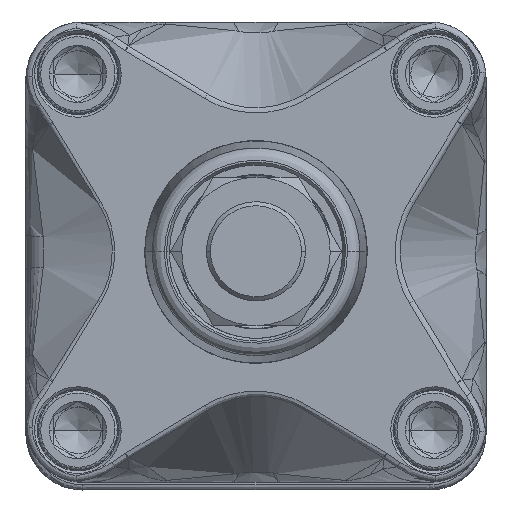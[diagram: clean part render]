
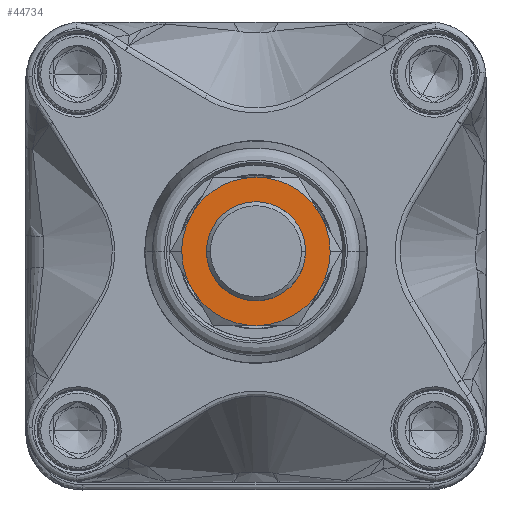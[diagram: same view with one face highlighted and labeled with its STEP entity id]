
A CAD part, top view. The second image highlights one B-rep face of the part: STEP entity #44734.
In plain terms, the highlighted free-form (B-spline) face has degree [1, 1] with [2, 2] control points.
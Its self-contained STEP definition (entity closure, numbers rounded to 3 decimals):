
#44173 = EDGE_CURVE('',#44174,#44176,#44178,.T.);
#44174 = VERTEX_POINT('',#44175);
#44175 = CARTESIAN_POINT('',(-11.079,0.,
    1063.906));
#44176 = VERTEX_POINT('',#44177);
#44177 = CARTESIAN_POINT('',(11.079,0.,
    1063.906));
#44178 = ( BOUNDED_CURVE() B_SPLINE_CURVE(2,(#44179,#44180,#44181,#44182
,#44183),.UNSPECIFIED.,.F.,.F.) B_SPLINE_CURVE_WITH_KNOTS((3,2,3),(
    3.142,4.712,6.283),
.PIECEWISE_BEZIER_KNOTS.) CURVE() GEOMETRIC_REPRESENTATION_ITEM() 
RATIONAL_B_SPLINE_CURVE((1.,0.707,1.,0.707,1.)) 
REPRESENTATION_ITEM('') );
#44179 = CARTESIAN_POINT('',(-11.079,0.,
    1063.906));
#44180 = CARTESIAN_POINT('',(-11.079,-11.079,
    1063.906));
#44181 = CARTESIAN_POINT('',(0.,-11.079,
    1063.906));
#44182 = CARTESIAN_POINT('',(11.079,-11.079,
    1063.906));
#44183 = CARTESIAN_POINT('',(11.079,0.,
    1063.906));
#44213 = VERTEX_POINT('',#44214);
#44214 = CARTESIAN_POINT('',(16.618,0.,
    1063.906));
#44220 = VERTEX_POINT('',#44221);
#44221 = CARTESIAN_POINT('',(14.391,8.309,
    1063.906));
#44229 = EDGE_CURVE('',#44213,#44220,#44230,.T.);
#44230 = ( BOUNDED_CURVE() B_SPLINE_CURVE(2,(#44231,#44232,#44233),
.UNSPECIFIED.,.F.,.F.) B_SPLINE_CURVE_WITH_KNOTS((3,3),(0.,
0.524),.PIECEWISE_BEZIER_KNOTS.) CURVE() 
GEOMETRIC_REPRESENTATION_ITEM() RATIONAL_B_SPLINE_CURVE((1.,
0.966,1.)) REPRESENTATION_ITEM('') );
#44231 = CARTESIAN_POINT('',(16.618,0.,
    1063.906));
#44232 = CARTESIAN_POINT('',(16.618,4.453,
    1063.906));
#44233 = CARTESIAN_POINT('',(14.391,8.309,
    1063.906));
#44246 = VERTEX_POINT('',#44247);
#44247 = CARTESIAN_POINT('',(-16.618,0.,
    1063.906));
#44254 = EDGE_CURVE('',#44255,#44246,#44257,.T.);
#44255 = VERTEX_POINT('',#44256);
#44256 = CARTESIAN_POINT('',(-14.391,8.309,
    1063.906));
#44257 = ( BOUNDED_CURVE() B_SPLINE_CURVE(2,(#44258,#44259,#44260),
.UNSPECIFIED.,.F.,.F.) B_SPLINE_CURVE_WITH_KNOTS((3,3),(2.618,
3.142),.PIECEWISE_BEZIER_KNOTS.) CURVE() 
GEOMETRIC_REPRESENTATION_ITEM() RATIONAL_B_SPLINE_CURVE((1.,
0.966,1.)) REPRESENTATION_ITEM('') );
#44258 = CARTESIAN_POINT('',(-14.391,8.309,
    1063.906));
#44259 = CARTESIAN_POINT('',(-16.618,4.453,
    1063.906));
#44260 = CARTESIAN_POINT('',(-16.618,0.,
    1063.906));
#44554 = EDGE_CURVE('',#44555,#44255,#44557,.T.);
#44555 = VERTEX_POINT('',#44556);
#44556 = CARTESIAN_POINT('',(0.,16.618,1063.906));
#44557 = ( BOUNDED_CURVE() B_SPLINE_CURVE(2,(#44558,#44559,#44560),
.UNSPECIFIED.,.F.,.F.) B_SPLINE_CURVE_WITH_KNOTS((3,3),(1.571,
2.618),.PIECEWISE_BEZIER_KNOTS.) CURVE() 
GEOMETRIC_REPRESENTATION_ITEM() RATIONAL_B_SPLINE_CURVE((1.,
0.866,1.)) REPRESENTATION_ITEM('') );
#44558 = CARTESIAN_POINT('',(0.,16.618,
    1063.906));
#44559 = CARTESIAN_POINT('',(-9.594,16.618,
    1063.906));
#44560 = CARTESIAN_POINT('',(-14.391,8.309,
    1063.906));
#44582 = VERTEX_POINT('',#44583);
#44583 = CARTESIAN_POINT('',(-14.391,-8.309,
    1063.906));
#44591 = EDGE_CURVE('',#44246,#44582,#44592,.T.);
#44592 = ( BOUNDED_CURVE() B_SPLINE_CURVE(2,(#44593,#44594,#44595),
.UNSPECIFIED.,.F.,.F.) B_SPLINE_CURVE_WITH_KNOTS((3,3),(3.142,
3.665),.PIECEWISE_BEZIER_KNOTS.) CURVE() 
GEOMETRIC_REPRESENTATION_ITEM() RATIONAL_B_SPLINE_CURVE((1.,
0.966,1.)) REPRESENTATION_ITEM('') );
#44593 = CARTESIAN_POINT('',(-16.618,0.,
    1063.906));
#44594 = CARTESIAN_POINT('',(-16.618,-4.453,
    1063.906));
#44595 = CARTESIAN_POINT('',(-14.391,-8.309,
    1063.906));
#44610 = VERTEX_POINT('',#44611);
#44611 = CARTESIAN_POINT('',(0.,-16.618,
    1063.906));
#44619 = EDGE_CURVE('',#44582,#44610,#44620,.T.);
#44620 = ( BOUNDED_CURVE() B_SPLINE_CURVE(2,(#44621,#44622,#44623),
.UNSPECIFIED.,.F.,.F.) B_SPLINE_CURVE_WITH_KNOTS((3,3),(3.665,
4.712),.PIECEWISE_BEZIER_KNOTS.) CURVE() 
GEOMETRIC_REPRESENTATION_ITEM() RATIONAL_B_SPLINE_CURVE((1.,
0.866,1.)) REPRESENTATION_ITEM('') );
#44621 = CARTESIAN_POINT('',(-14.391,-8.309,
    1063.906));
#44622 = CARTESIAN_POINT('',(-9.594,-16.618,
    1063.906));
#44623 = CARTESIAN_POINT('',(0.,-16.618,
    1063.906));
#44654 = VERTEX_POINT('',#44655);
#44655 = CARTESIAN_POINT('',(14.391,-8.309,
    1063.906));
#44663 = EDGE_CURVE('',#44610,#44654,#44664,.T.);
#44664 = ( BOUNDED_CURVE() B_SPLINE_CURVE(2,(#44665,#44666,#44667),
.UNSPECIFIED.,.F.,.F.) B_SPLINE_CURVE_WITH_KNOTS((3,3),(4.712,
5.76),.PIECEWISE_BEZIER_KNOTS.) CURVE() 
GEOMETRIC_REPRESENTATION_ITEM() RATIONAL_B_SPLINE_CURVE((1.,
0.866,1.)) REPRESENTATION_ITEM('') );
#44665 = CARTESIAN_POINT('',(0.,-16.618,
    1063.906));
#44666 = CARTESIAN_POINT('',(9.594,-16.618,
    1063.906));
#44667 = CARTESIAN_POINT('',(14.391,-8.309,
    1063.906));
#44680 = EDGE_CURVE('',#44654,#44213,#44681,.T.);
#44681 = ( BOUNDED_CURVE() B_SPLINE_CURVE(2,(#44682,#44683,#44684),
.UNSPECIFIED.,.F.,.F.) B_SPLINE_CURVE_WITH_KNOTS((3,3),(5.76,
6.283),.PIECEWISE_BEZIER_KNOTS.) CURVE() 
GEOMETRIC_REPRESENTATION_ITEM() RATIONAL_B_SPLINE_CURVE((1.,
0.966,1.)) REPRESENTATION_ITEM('') );
#44682 = CARTESIAN_POINT('',(14.391,-8.309,
    1063.906));
#44683 = CARTESIAN_POINT('',(16.618,-4.453,
    1063.906));
#44684 = CARTESIAN_POINT('',(16.618,0.,
    1063.906));
#44722 = EDGE_CURVE('',#44220,#44555,#44723,.T.);
#44723 = ( BOUNDED_CURVE() B_SPLINE_CURVE(2,(#44724,#44725,#44726),
.UNSPECIFIED.,.F.,.F.) B_SPLINE_CURVE_WITH_KNOTS((3,3),(0.524,
1.571),.PIECEWISE_BEZIER_KNOTS.) CURVE() 
GEOMETRIC_REPRESENTATION_ITEM() RATIONAL_B_SPLINE_CURVE((1.,
0.866,1.)) REPRESENTATION_ITEM('') );
#44724 = CARTESIAN_POINT('',(14.391,8.309,
    1063.906));
#44725 = CARTESIAN_POINT('',(9.594,16.618,
    1063.906));
#44726 = CARTESIAN_POINT('',(0.,16.618,
    1063.906));
#44734 = ADVANCED_FACE('',(#44735,#44746),#44756,.T.);
#44735 = FACE_BOUND('',#44736,.T.);
#44736 = EDGE_LOOP('',(#44737,#44745));
#44737 = ORIENTED_EDGE('',*,*,#44738,.F.);
#44738 = EDGE_CURVE('',#44176,#44174,#44739,.T.);
#44739 = ( BOUNDED_CURVE() B_SPLINE_CURVE(2,(#44740,#44741,#44742,#44743
,#44744),.UNSPECIFIED.,.F.,.F.) B_SPLINE_CURVE_WITH_KNOTS((3,2,3),(0.,
1.571,3.142),.PIECEWISE_BEZIER_KNOTS.) CURVE() 
GEOMETRIC_REPRESENTATION_ITEM() RATIONAL_B_SPLINE_CURVE((1.,
0.707,1.,0.707,1.)) REPRESENTATION_ITEM('') );
#44740 = CARTESIAN_POINT('',(11.079,0.,
    1063.906));
#44741 = CARTESIAN_POINT('',(11.079,11.079,
    1063.906));
#44742 = CARTESIAN_POINT('',(0.,11.079,
    1063.906));
#44743 = CARTESIAN_POINT('',(-11.079,11.079,
    1063.906));
#44744 = CARTESIAN_POINT('',(-11.079,0.,
    1063.906));
#44745 = ORIENTED_EDGE('',*,*,#44173,.F.);
#44746 = FACE_BOUND('',#44747,.T.);
#44747 = EDGE_LOOP('',(#44748,#44749,#44750,#44751,#44752,#44753,#44754,
    #44755));
#44748 = ORIENTED_EDGE('',*,*,#44680,.T.);
#44749 = ORIENTED_EDGE('',*,*,#44229,.T.);
#44750 = ORIENTED_EDGE('',*,*,#44722,.T.);
#44751 = ORIENTED_EDGE('',*,*,#44554,.T.);
#44752 = ORIENTED_EDGE('',*,*,#44254,.T.);
#44753 = ORIENTED_EDGE('',*,*,#44591,.T.);
#44754 = ORIENTED_EDGE('',*,*,#44619,.T.);
#44755 = ORIENTED_EDGE('',*,*,#44663,.T.);
#44756 = B_SPLINE_SURFACE_WITH_KNOTS('',1,1,(
    (#44757,#44758)
    ,(#44759,#44760
  )),.UNSPECIFIED.,.F.,.F.,.F.,(2,2),(2,2),(-27.5,2.5),(-15.,15.),
  .PIECEWISE_BEZIER_KNOTS.);
#44757 = CARTESIAN_POINT('',(-16.618,-16.618,
    1063.906));
#44758 = CARTESIAN_POINT('',(-16.618,16.618,
    1063.906));
#44759 = CARTESIAN_POINT('',(16.618,-16.618,
    1063.906));
#44760 = CARTESIAN_POINT('',(16.618,16.618,
    1063.906));
